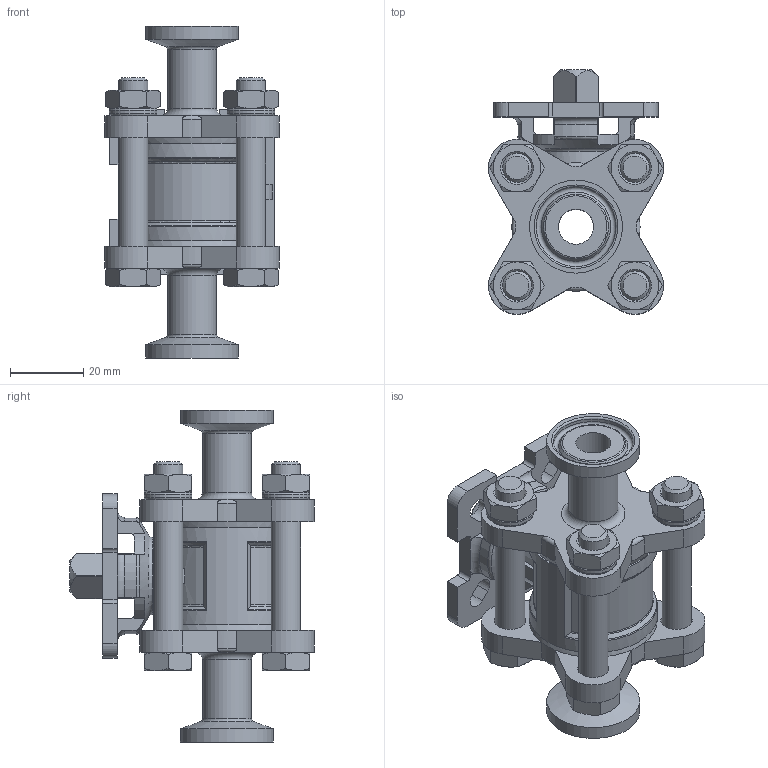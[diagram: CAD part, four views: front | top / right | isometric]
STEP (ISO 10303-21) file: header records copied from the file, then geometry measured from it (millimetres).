
FILE_DESCRIPTION(/* description */ ('STEP AP214'),/* implementation_level */ '2;1');
FILE_NAME(/* name */ '4795666_VZBD-1_2-S1-16-T-2-F0304-V14V14',/* time_stamp */ '2024-09-18T01:18:42+02:00',/* author */ ('License CC BY-ND 4.0'),/* organization */ ('CADENAS'),/* preprocessor_version */ 'ST-DEVELOPER v19.3',/* originating_system */ 'PARTsolutions',/* authorisation */ ' ');
FILE_SCHEMA (('AUTOMOTIVE_DESIGN {1 0 10303 214 3 1 1}'));
Length unit declared in the file: millimetre
Products named in the file (1): 4795666 VZBD-1/2-S1-16-T-2-F0304-V14V14
Bounding box: 47.77 x 66.89 x 90.7 mm (x, y, z)
Volume: 75429 mm3; surface area: 31778.5 mm2
Topology: 1 solids, 1 shells, 412 faces, 1004 edges, 620 vertices
Faces by surface type: plane 153, cone 123, cylinder 82, torus 54
Full cylindrical faces by diameter (mm): 4.134 x1, 8 x8, 8.6 x9, 9.6 x1, 13 x4, 13.4 x2, 16 x1, 21.8 x2, 25.4 x2, 26 x1, 35 x1
Entity records: 12043 total; most frequent: CARTESIAN_POINT 2929, ORIENTED_EDGE 1854, DIRECTION 1815, EDGE_CURVE 927, AXIS2_PLACEMENT_3D 774, VERTEX_POINT 614, EDGE_LOOP 539, FACE_BOUND 539
